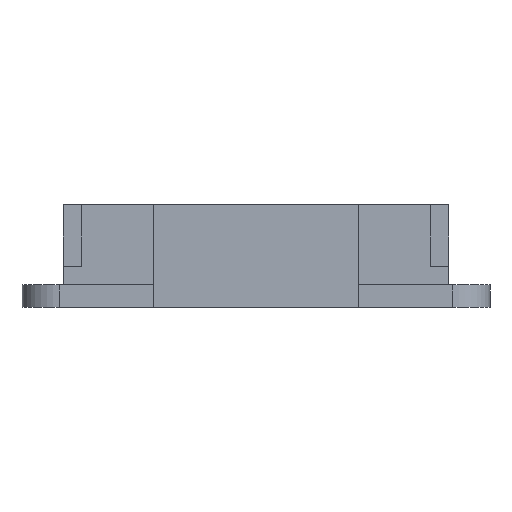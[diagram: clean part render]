
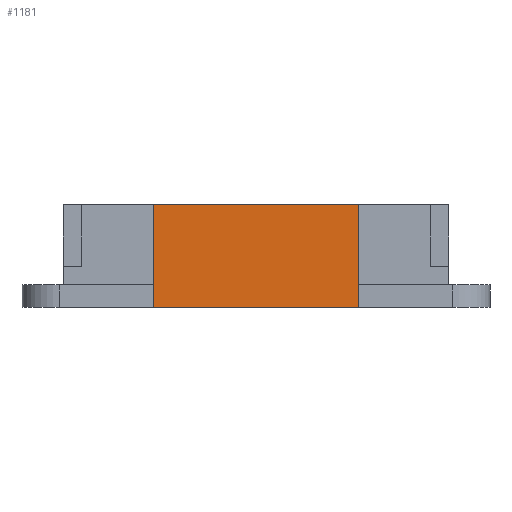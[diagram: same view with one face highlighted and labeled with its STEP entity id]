
A CAD part, front view. The second image highlights one B-rep face of the part: STEP entity #1181.
In plain terms, the highlighted planar face has unit normal (0, -1, 0).
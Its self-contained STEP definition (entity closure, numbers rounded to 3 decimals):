
#30 = CARTESIAN_POINT ( 'NONE',  ( 15.85, 8.3, 5.501 ) ) ;
#117 = ORIENTED_EDGE ( 'NONE', *, *, #1598, .T. ) ;
#134 = VERTEX_POINT ( 'NONE', #2616 ) ;
#170 = LINE ( 'NONE', #2542, #2868 ) ;
#172 = VECTOR ( 'NONE', #369, 1000. ) ;
#369 = DIRECTION ( 'NONE',  ( 1., 0., 0. ) ) ;
#402 = EDGE_LOOP ( 'NONE', ( #1812, #1379, #117, #2681 ) ) ;
#489 = CARTESIAN_POINT ( 'NONE',  ( 15.85, 8.3, 0. ) ) ;
#644 = EDGE_CURVE ( 'NONE', #134, #2541, #2232, .T. ) ;
#700 = VERTEX_POINT ( 'NONE', #2718 ) ;
#742 = AXIS2_PLACEMENT_3D ( 'NONE', #30, #2606, #1014 ) ;
#762 = FACE_OUTER_BOUND ( 'NONE', #402, .T. ) ;
#1014 = DIRECTION ( 'NONE',  ( 0., 0., 1. ) ) ;
#1029 = VECTOR ( 'NONE', #1418, 1000. ) ;
#1161 = CARTESIAN_POINT ( 'NONE',  ( 15.85, 8.3, 5.5 ) ) ;
#1181 = ADVANCED_FACE ( 'NONE', ( #762 ), #2170, .F. ) ;
#1273 = VECTOR ( 'NONE', #2709, 1000. ) ;
#1379 = ORIENTED_EDGE ( 'NONE', *, *, #1736, .T. ) ;
#1418 = DIRECTION ( 'NONE',  ( 1., 0., 0. ) ) ;
#1422 = EDGE_CURVE ( 'NONE', #2541, #700, #2312, .T. ) ;
#1522 = CARTESIAN_POINT ( 'NONE',  ( 15.85, 8.3, 5.5 ) ) ;
#1598 = EDGE_CURVE ( 'NONE', #2667, #700, #2586, .T. ) ;
#1736 = EDGE_CURVE ( 'NONE', #134, #2667, #170, .T. ) ;
#1812 = ORIENTED_EDGE ( 'NONE', *, *, #644, .F. ) ;
#2018 = DIRECTION ( 'NONE',  ( 0., 0., -1. ) ) ;
#2059 = CARTESIAN_POINT ( 'NONE',  ( 15.85, 8.3, 5.501 ) ) ;
#2170 = PLANE ( 'NONE',  #742 ) ;
#2232 = LINE ( 'NONE', #1522, #172 ) ;
#2312 = LINE ( 'NONE', #2059, #1273 ) ;
#2541 = VERTEX_POINT ( 'NONE', #1161 ) ;
#2542 = CARTESIAN_POINT ( 'NONE',  ( 4.85, 8.3, 5.501 ) ) ;
#2586 = LINE ( 'NONE', #489, #1029 ) ;
#2606 = DIRECTION ( 'NONE',  ( 0., 1., 0. ) ) ;
#2616 = CARTESIAN_POINT ( 'NONE',  ( 4.85, 8.3, 5.5 ) ) ;
#2667 = VERTEX_POINT ( 'NONE', #2704 ) ;
#2681 = ORIENTED_EDGE ( 'NONE', *, *, #1422, .F. ) ;
#2704 = CARTESIAN_POINT ( 'NONE',  ( 4.85, 8.3, 0. ) ) ;
#2709 = DIRECTION ( 'NONE',  ( 0., 0., -1. ) ) ;
#2718 = CARTESIAN_POINT ( 'NONE',  ( 15.85, 8.3, 0. ) ) ;
#2868 = VECTOR ( 'NONE', #2018, 1000. ) ;
